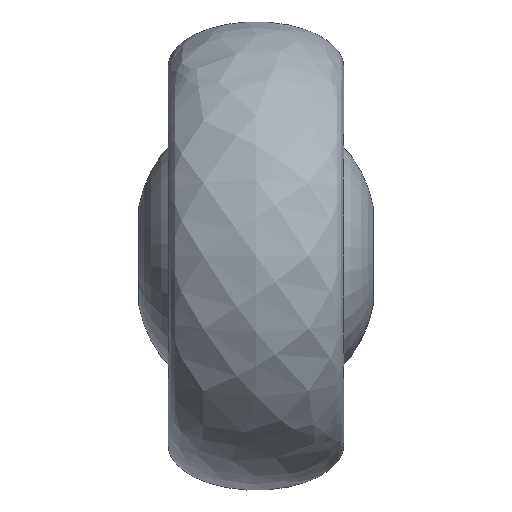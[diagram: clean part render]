
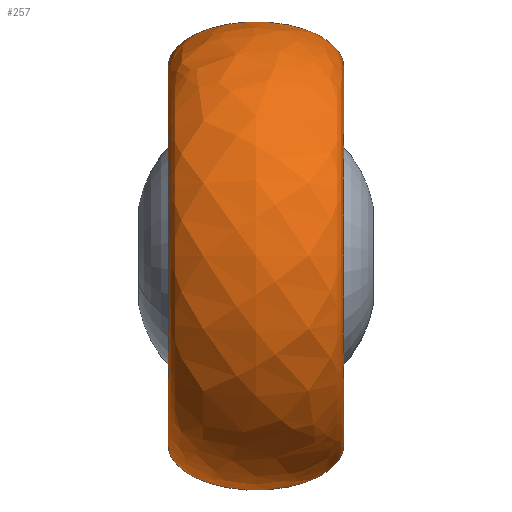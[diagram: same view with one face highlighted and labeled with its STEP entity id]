
A CAD part, front view. The second image highlights one B-rep face of the part: STEP entity #257.
In plain terms, the highlighted free-form (B-spline) face has degree [3, 3] with [4, 4] control points.
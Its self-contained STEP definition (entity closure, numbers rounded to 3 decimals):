
#68 = VERTEX_POINT ( 'NONE', #2288 ) ;
#160 = CARTESIAN_POINT ( 'NONE',  ( 15., 0., -47.75 ) ) ;
#257 = ADVANCED_FACE ( 'NONE', ( #625 ), #3206, .F. ) ;
#352 = DIRECTION ( 'NONE',  ( -1., 0., 0. ) ) ;
#574 = CARTESIAN_POINT ( 'NONE',  ( 15., -95.5, 47.75 ) ) ;
#589 = AXIS2_PLACEMENT_3D ( 'NONE', #2283, #2948, #3670 ) ;
#625 = FACE_OUTER_BOUND ( 'NONE', #1615, .T. ) ;
#626 = CARTESIAN_POINT ( 'NONE',  ( 15., 0., -47.75 ) ) ;
#652 = CARTESIAN_POINT ( 'NONE',  ( -15., 0., -32.25 ) ) ;
#727 = EDGE_CURVE ( 'NONE', #3239, #3038, #3841, .T. ) ;
#905 = CARTESIAN_POINT ( 'NONE',  ( 15., 0., -32.25 ) ) ;
#911 = ORIENTED_EDGE ( 'NONE', *, *, #727, .F. ) ;
#944 = CARTESIAN_POINT ( 'NONE',  ( 15., -95.5, -47.75 ) ) ;
#995 = EDGE_CURVE ( 'NONE', #3239, #4300, #2484, .T. ) ;
#1042 = AXIS2_PLACEMENT_3D ( 'NONE', #1525, #352, #3780 ) ;
#1280 = CARTESIAN_POINT ( 'NONE',  ( -15., 0., -32.25 ) ) ;
#1323 = CARTESIAN_POINT ( 'NONE',  ( -15., -95.5, -47.75 ) ) ;
#1482 = CARTESIAN_POINT ( 'NONE',  ( -15., 0., 47.75 ) ) ;
#1506 = CARTESIAN_POINT ( 'NONE',  ( 15., 0., 32.25 ) ) ;
#1525 = CARTESIAN_POINT ( 'NONE',  ( -15., 0., 0. ) ) ;
#1561 = ORIENTED_EDGE ( 'NONE', *, *, #2141, .F. ) ;
#1615 = EDGE_LOOP ( 'NONE', ( #911, #4169, #2860, #1561 ) ) ;
#1630 = CARTESIAN_POINT ( 'NONE',  ( 15., 0., 47.75 ) ) ;
#1877 = CIRCLE ( 'NONE', #1042, 32.25 ) ;
#2141 = EDGE_CURVE ( 'NONE', #3038, #68, #1877, .T. ) ;
#2168 = CARTESIAN_POINT ( 'NONE',  ( 15., 0., 32.25 ) ) ;
#2283 = CARTESIAN_POINT ( 'NONE',  ( 15., 0., 0. ) ) ;
#2288 = CARTESIAN_POINT ( 'NONE',  ( -15., 0., 32.25 ) ) ;
#2359 = CARTESIAN_POINT ( 'NONE',  ( -15., 0., -47.75 ) ) ;
#2484 = CIRCLE ( 'NONE', #589, 32.25 ) ;
#2546 =( BOUNDED_CURVE ( )  B_SPLINE_CURVE ( 3, ( #1506, #4443, #1482, #2938 ),
 .UNSPECIFIED., .F., .F. ) 
 B_SPLINE_CURVE_WITH_KNOTS ( ( 4, 4 ),
 ( 0., 3.142 ),
 .UNSPECIFIED. ) 
 CURVE ( )  GEOMETRIC_REPRESENTATION_ITEM ( )  RATIONAL_B_SPLINE_CURVE ( ( 1., 0.333, 0.333, 1. ) ) 
 REPRESENTATION_ITEM ( '' )  );
#2757 = CARTESIAN_POINT ( 'NONE',  ( 15., 0., 32.25 ) ) ;
#2860 = ORIENTED_EDGE ( 'NONE', *, *, #4146, .T. ) ;
#2938 = CARTESIAN_POINT ( 'NONE',  ( -15., 0., 32.25 ) ) ;
#2948 = DIRECTION ( 'NONE',  ( -1., 0., 0. ) ) ;
#3038 = VERTEX_POINT ( 'NONE', #1280 ) ;
#3206 =( BOUNDED_SURFACE ( )  B_SPLINE_SURFACE ( 3, 3, ( 
 ( #4608, #3470, #3517, #2757 ),
 ( #160, #944, #574, #1630 ),
 ( #2359, #1323, #4633, #4287 ),
 ( #4558, #3542, #3807, #4236 ) ),
 .UNSPECIFIED., .F., .F., .F. ) 
 B_SPLINE_SURFACE_WITH_KNOTS ( ( 4, 4 ),
 ( 4, 4 ),
 ( 0., 1. ),
 ( 0., 1. ),
 .UNSPECIFIED. ) 
 GEOMETRIC_REPRESENTATION_ITEM ( )  RATIONAL_B_SPLINE_SURFACE ( (
 ( 1., 0.333, 0.333, 1.),
 ( 0.333, 0.111, 0.111, 0.333),
 ( 0.333, 0.111, 0.111, 0.333),
 ( 1., 0.333, 0.333, 1.) ) ) 
 REPRESENTATION_ITEM ( '' )  SURFACE ( )  );
#3239 = VERTEX_POINT ( 'NONE', #905 ) ;
#3470 = CARTESIAN_POINT ( 'NONE',  ( 15., -64.5, -32.25 ) ) ;
#3517 = CARTESIAN_POINT ( 'NONE',  ( 15., -64.5, 32.25 ) ) ;
#3542 = CARTESIAN_POINT ( 'NONE',  ( -15., -64.5, -32.25 ) ) ;
#3670 = DIRECTION ( 'NONE',  ( 0., 0., 1. ) ) ;
#3780 = DIRECTION ( 'NONE',  ( 0., 0., 1. ) ) ;
#3807 = CARTESIAN_POINT ( 'NONE',  ( -15., -64.5, 32.25 ) ) ;
#3841 =( BOUNDED_CURVE ( )  B_SPLINE_CURVE ( 3, ( #3931, #626, #4348, #652 ),
 .UNSPECIFIED., .F., .F. ) 
 B_SPLINE_CURVE_WITH_KNOTS ( ( 4, 4 ),
 ( 0., 3.142 ),
 .UNSPECIFIED. ) 
 CURVE ( )  GEOMETRIC_REPRESENTATION_ITEM ( )  RATIONAL_B_SPLINE_CURVE ( ( 1., 0.333, 0.333, 1. ) ) 
 REPRESENTATION_ITEM ( '' )  );
#3931 = CARTESIAN_POINT ( 'NONE',  ( 15., 0., -32.25 ) ) ;
#4146 = EDGE_CURVE ( 'NONE', #4300, #68, #2546, .T. ) ;
#4169 = ORIENTED_EDGE ( 'NONE', *, *, #995, .T. ) ;
#4236 = CARTESIAN_POINT ( 'NONE',  ( -15., 0., 32.25 ) ) ;
#4287 = CARTESIAN_POINT ( 'NONE',  ( -15., 0., 47.75 ) ) ;
#4300 = VERTEX_POINT ( 'NONE', #2168 ) ;
#4348 = CARTESIAN_POINT ( 'NONE',  ( -15., 0., -47.75 ) ) ;
#4443 = CARTESIAN_POINT ( 'NONE',  ( 15., 0., 47.75 ) ) ;
#4558 = CARTESIAN_POINT ( 'NONE',  ( -15., 0., -32.25 ) ) ;
#4608 = CARTESIAN_POINT ( 'NONE',  ( 15., 0., -32.25 ) ) ;
#4633 = CARTESIAN_POINT ( 'NONE',  ( -15., -95.5, 47.75 ) ) ;
